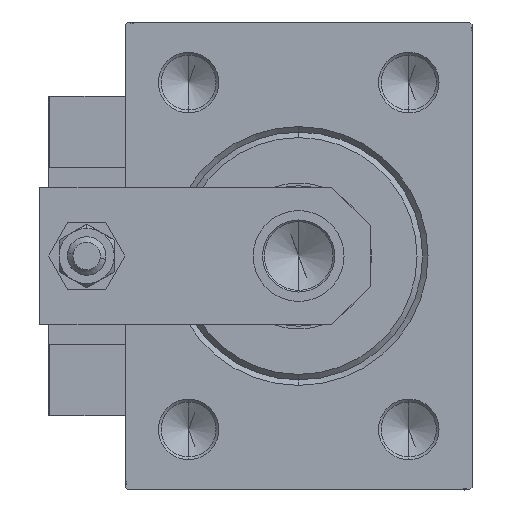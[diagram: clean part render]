
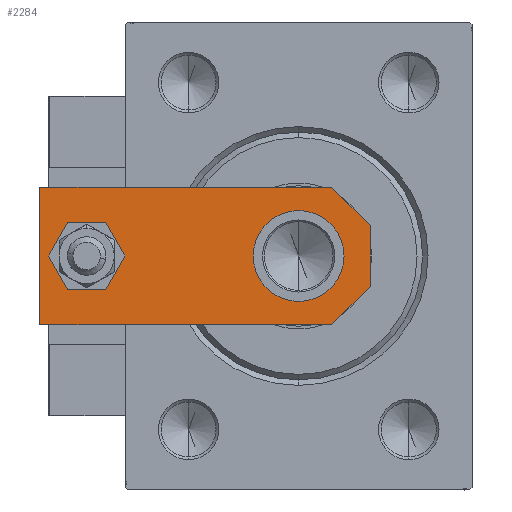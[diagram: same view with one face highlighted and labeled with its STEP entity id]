
A CAD part, left-side view. The second image highlights one B-rep face of the part: STEP entity #2284.
In plain terms, the highlighted face is planar.
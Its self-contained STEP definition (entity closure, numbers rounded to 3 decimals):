
#1297 = VERTEX_POINT ( 'NONE', #44716 ) ;
#1803 = CIRCLE ( 'NONE', #41906, 8.25 ) ;
#1979 = AXIS2_PLACEMENT_3D ( 'NONE', #20721, #9207, #29349 ) ;
#2163 = VECTOR ( 'NONE', #4606, 1000. ) ;
#2205 = EDGE_LOOP ( 'NONE', ( #6606, #5542 ) ) ;
#2284 = ADVANCED_FACE ( 'NONE', ( #28941, #29701, #45682 ), #5145, .T. ) ;
#3332 = EDGE_CURVE ( 'NONE', #1297, #22002, #22546, .T. ) ;
#4140 = AXIS2_PLACEMENT_3D ( 'NONE', #48841, #33894, #21851 ) ;
#4606 = DIRECTION ( 'NONE',  ( 0.707, 0.707, 0. ) ) ;
#4690 = EDGE_CURVE ( 'NONE', #9446, #21632, #18030, .T. ) ;
#5145 = PLANE ( 'NONE',  #4140 ) ;
#5173 = ORIENTED_EDGE ( 'NONE', *, *, #22034, .T. ) ;
#5177 = EDGE_CURVE ( 'NONE', #20070, #30710, #25904, .T. ) ;
#5542 = ORIENTED_EDGE ( 'NONE', *, *, #3332, .F. ) ;
#5558 = CARTESIAN_POINT ( 'NONE',  ( -8.25, 13., 6. ) ) ;
#5956 = VECTOR ( 'NONE', #30966, 1000. ) ;
#6117 = EDGE_CURVE ( 'NONE', #29978, #45779, #26778, .T. ) ;
#6217 = CARTESIAN_POINT ( 'NONE',  ( -4., 51.5, 6. ) ) ;
#6591 = CARTESIAN_POINT ( 'NONE',  ( -12.5, 60., 6. ) ) ;
#6606 = ORIENTED_EDGE ( 'NONE', *, *, #7827, .F. ) ;
#6651 = CARTESIAN_POINT ( 'NONE',  ( 0., 13., 6. ) ) ;
#6919 = CARTESIAN_POINT ( 'NONE',  ( -5.5, 0., 6. ) ) ;
#7827 = EDGE_CURVE ( 'NONE', #22002, #1297, #1803, .T. ) ;
#9207 = DIRECTION ( 'NONE',  ( 0., 0., 1. ) ) ;
#9446 = VERTEX_POINT ( 'NONE', #37249 ) ;
#9889 = VECTOR ( 'NONE', #32976, 1000. ) ;
#11345 = DIRECTION ( 'NONE',  ( -1., 0., 0. ) ) ;
#11407 = CARTESIAN_POINT ( 'NONE',  ( 12.5, 0., 6. ) ) ;
#12064 = CARTESIAN_POINT ( 'NONE',  ( -2.75, -2.75, 6. ) ) ;
#12392 = DIRECTION ( 'NONE',  ( 0., 0., 1. ) ) ;
#12947 = CARTESIAN_POINT ( 'NONE',  ( 2.75, -2.75, 6. ) ) ;
#13050 = CARTESIAN_POINT ( 'NONE',  ( 4., 51.5, 6. ) ) ;
#14746 = ORIENTED_EDGE ( 'NONE', *, *, #5177, .F. ) ;
#18030 = LINE ( 'NONE', #11407, #25077 ) ;
#18081 = DIRECTION ( 'NONE',  ( 0., -1., 0. ) ) ;
#18085 = VECTOR ( 'NONE', #18081, 1000. ) ;
#19965 = VERTEX_POINT ( 'NONE', #43442 ) ;
#20070 = VERTEX_POINT ( 'NONE', #13050 ) ;
#20234 = CARTESIAN_POINT ( 'NONE',  ( 0., 51.5, 6. ) ) ;
#20721 = CARTESIAN_POINT ( 'NONE',  ( 0., 51.5, 6. ) ) ;
#21559 = EDGE_CURVE ( 'NONE', #45779, #9446, #45141, .T. ) ;
#21632 = VERTEX_POINT ( 'NONE', #22324 ) ;
#21753 = LINE ( 'NONE', #6591, #18085 ) ;
#21851 = DIRECTION ( 'NONE',  ( 1., 0., 0. ) ) ;
#22002 = VERTEX_POINT ( 'NONE', #5558 ) ;
#22034 = EDGE_CURVE ( 'NONE', #19965, #33477, #21753, .T. ) ;
#22324 = CARTESIAN_POINT ( 'NONE',  ( 12.5, 60., 6. ) ) ;
#22546 = CIRCLE ( 'NONE', #49264, 8.25 ) ;
#23342 = EDGE_CURVE ( 'NONE', #21632, #19965, #39357, .T. ) ;
#25077 = VECTOR ( 'NONE', #45786, 1000. ) ;
#25904 = CIRCLE ( 'NONE', #41798, 4. ) ;
#26778 = LINE ( 'NONE', #42223, #5956 ) ;
#26788 = CARTESIAN_POINT ( 'NONE',  ( 12.5, 60., 6. ) ) ;
#27036 = DIRECTION ( 'NONE',  ( 0., 0., 1. ) ) ;
#28288 = LINE ( 'NONE', #12064, #9889 ) ;
#28353 = DIRECTION ( 'NONE',  ( 1., 0., 0. ) ) ;
#28941 = FACE_BOUND ( 'NONE', #49311, .T. ) ;
#29349 = DIRECTION ( 'NONE',  ( 1., 0., 0. ) ) ;
#29701 = FACE_OUTER_BOUND ( 'NONE', #44882, .T. ) ;
#29709 = ORIENTED_EDGE ( 'NONE', *, *, #4690, .T. ) ;
#29842 = CARTESIAN_POINT ( 'NONE',  ( -12.5, 7., 6. ) ) ;
#29978 = VERTEX_POINT ( 'NONE', #6919 ) ;
#30710 = VERTEX_POINT ( 'NONE', #6217 ) ;
#30759 = ORIENTED_EDGE ( 'NONE', *, *, #6117, .T. ) ;
#30966 = DIRECTION ( 'NONE',  ( 1., 0., 0. ) ) ;
#31202 = EDGE_CURVE ( 'NONE', #33477, #29978, #28288, .T. ) ;
#32633 = ORIENTED_EDGE ( 'NONE', *, *, #21559, .T. ) ;
#32976 = DIRECTION ( 'NONE',  ( 0.707, -0.707, 0. ) ) ;
#33477 = VERTEX_POINT ( 'NONE', #29842 ) ;
#33894 = DIRECTION ( 'NONE',  ( 0., 0., 1. ) ) ;
#37249 = CARTESIAN_POINT ( 'NONE',  ( 12.5, 7., 6. ) ) ;
#39357 = LINE ( 'NONE', #26788, #47851 ) ;
#39620 = DIRECTION ( 'NONE',  ( 1., 0., 0. ) ) ;
#41798 = AXIS2_PLACEMENT_3D ( 'NONE', #20234, #43548, #39620 ) ;
#41906 = AXIS2_PLACEMENT_3D ( 'NONE', #48251, #12392, #28353 ) ;
#42223 = CARTESIAN_POINT ( 'NONE',  ( -12.5, 0., 6. ) ) ;
#43004 = DIRECTION ( 'NONE',  ( 1., 0., 0. ) ) ;
#43442 = CARTESIAN_POINT ( 'NONE',  ( -12.5, 60., 6. ) ) ;
#43548 = DIRECTION ( 'NONE',  ( 0., 0., 1. ) ) ;
#43728 = ORIENTED_EDGE ( 'NONE', *, *, #45179, .F. ) ;
#44653 = CARTESIAN_POINT ( 'NONE',  ( 5.5, 0., 6. ) ) ;
#44716 = CARTESIAN_POINT ( 'NONE',  ( 8.25, 13., 6. ) ) ;
#44882 = EDGE_LOOP ( 'NONE', ( #5173, #50595, #30759, #32633, #29709, #46038 ) ) ;
#45141 = LINE ( 'NONE', #12947, #2163 ) ;
#45179 = EDGE_CURVE ( 'NONE', #30710, #20070, #48740, .T. ) ;
#45682 = FACE_BOUND ( 'NONE', #2205, .T. ) ;
#45779 = VERTEX_POINT ( 'NONE', #44653 ) ;
#45786 = DIRECTION ( 'NONE',  ( 0., 1., 0. ) ) ;
#46038 = ORIENTED_EDGE ( 'NONE', *, *, #23342, .T. ) ;
#47851 = VECTOR ( 'NONE', #11345, 1000. ) ;
#48251 = CARTESIAN_POINT ( 'NONE',  ( 0., 13., 6. ) ) ;
#48740 = CIRCLE ( 'NONE', #1979, 4. ) ;
#48841 = CARTESIAN_POINT ( 'NONE',  ( 0., 0., 6. ) ) ;
#49264 = AXIS2_PLACEMENT_3D ( 'NONE', #6651, #27036, #43004 ) ;
#49311 = EDGE_LOOP ( 'NONE', ( #43728, #14746 ) ) ;
#50595 = ORIENTED_EDGE ( 'NONE', *, *, #31202, .T. ) ;
